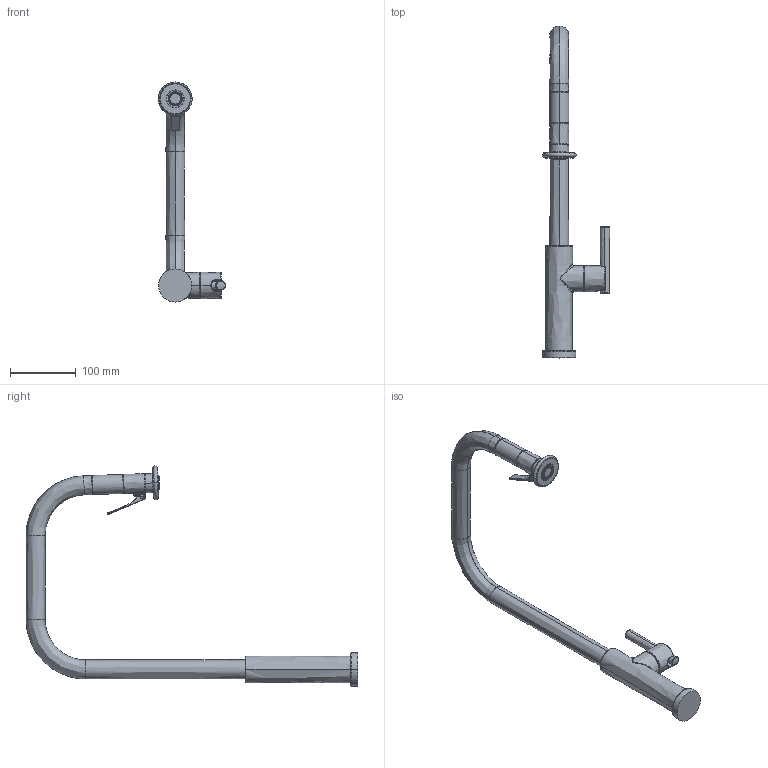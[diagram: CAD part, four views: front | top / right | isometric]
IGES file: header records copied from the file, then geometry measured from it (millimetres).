
Start section:  PTC IGES file: 1500-7173.igs
Global section: file name: 1500-7173.igs; native system: Creo Parametric by PTC Inc.; preprocessor: 2025093; author: SwamiS; organization: Unknown; date: 20250909.210752; units: inch
Bounding box: 102.27 x 504.7 x 334.72 mm (x, y, z)
Surface area: 113304.2 mm2 (no closed solid volume)
Topology: 0 solids, 0 shells, 471 faces, 2126 edges, 2114 vertices
Faces by surface type: revolution 328, bspline 143
